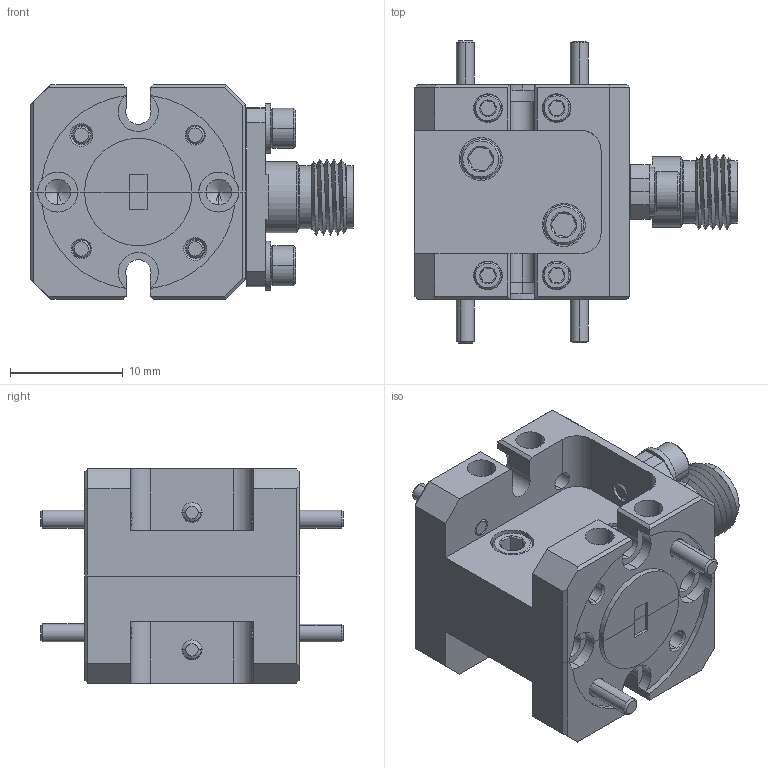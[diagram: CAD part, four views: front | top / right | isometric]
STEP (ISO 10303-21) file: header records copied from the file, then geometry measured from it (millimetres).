
FILE_DESCRIPTION (( 'STEP AP203' ), '1' );
FILE_NAME ('FS-DE-A.STEP', '2022-10-05T22:08:39', ( '' ), ( '' ), 'SwSTEP 2.0', 'SolidWorks 2021', '' );
FILE_SCHEMA (( 'CONFIG_CONTROL_DESIGN' ));
Products named in the file (1): FS-DE-A
Bounding box: 28.57 x 26.8 x 19.05 mm (x, y, z)
Volume: 4703.9 mm3; surface area: 5315.8 mm2
Topology: 17 solids, 17 shells, 1219 faces, 3305 edges, 2124 vertices
Faces by surface type: cylinder 805, plane 232, cone 162, bspline 18, torus 2
Entity records: 53833 total; most frequent: CARTESIAN_POINT 26857, ORIENTED_EDGE 6570, DIRECTION 4805, EDGE_CURVE 3285, VERTEX_POINT 2124, AXIS2_PLACEMENT_3D 1716, VECTOR 1373, LINE 1373
